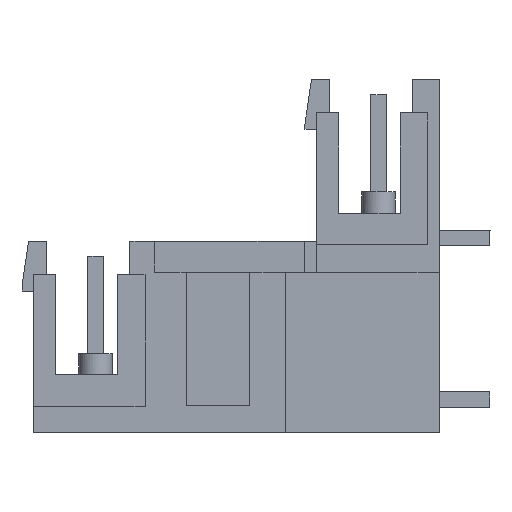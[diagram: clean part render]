
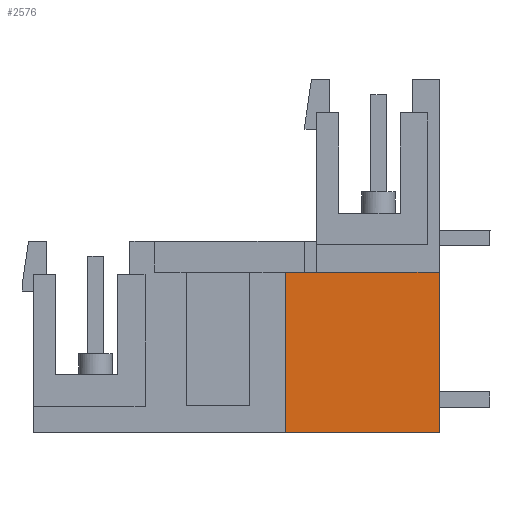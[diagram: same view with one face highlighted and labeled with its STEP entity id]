
A CAD part, left-side view. The second image highlights one B-rep face of the part: STEP entity #2576.
In plain terms, the highlighted planar face has unit normal (-1, 0, 0).
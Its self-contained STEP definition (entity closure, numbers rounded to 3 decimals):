
#2556=AXIS2_PLACEMENT_3D('Plane Axis2P3D',#2553,#2554,#2555) ;
#1207=CARTESIAN_POINT('Vertex',(2.52,3.2,10.06)) ;
#1210=CARTESIAN_POINT('Line Origine',(2.52,3.2,5.03)) ;
#1214=CARTESIAN_POINT('Vertex',(2.52,3.2,0.)) ;
#2531=CARTESIAN_POINT('Line Origine',(2.52,8.025,0.)) ;
#2535=CARTESIAN_POINT('Vertex',(2.52,12.85,0.)) ;
#2553=CARTESIAN_POINT('Axis2P3D Location',(2.52,3.2,10.06)) ;
#2558=CARTESIAN_POINT('Line Origine',(2.52,8.025,10.06)) ;
#2562=CARTESIAN_POINT('Vertex',(2.52,12.85,10.06)) ;
#2565=CARTESIAN_POINT('Line Origine',(2.52,12.85,5.03)) ;
#1211=DIRECTION('Vector Direction',(0.,0.,-1.)) ;
#2532=DIRECTION('Vector Direction',(0.,1.,0.)) ;
#2554=DIRECTION('Axis2P3D Direction',(-1.,0.,0.)) ;
#2555=DIRECTION('Axis2P3D XDirection',(0.,1.,0.)) ;
#2559=DIRECTION('Vector Direction',(0.,1.,0.)) ;
#2566=DIRECTION('Vector Direction',(0.,0.,-1.)) ;
#1212=VECTOR('Line Direction',#1211,1.) ;
#2533=VECTOR('Line Direction',#2532,1.) ;
#2560=VECTOR('Line Direction',#2559,1.) ;
#2567=VECTOR('Line Direction',#2566,1.) ;
#2571=ORIENTED_EDGE('',*,*,#1216,.F.) ;
#2572=ORIENTED_EDGE('',*,*,#2564,.T.) ;
#2573=ORIENTED_EDGE('',*,*,#2569,.T.) ;
#2574=ORIENTED_EDGE('',*,*,#2537,.F.) ;
#2576=ADVANCED_FACE('HOUSING',(#2575),#2557,.T.) ;
#1216=EDGE_CURVE('',#1208,#1215,#1213,.T.) ;
#2537=EDGE_CURVE('',#1215,#2536,#2534,.T.) ;
#2564=EDGE_CURVE('',#1208,#2563,#2561,.T.) ;
#2569=EDGE_CURVE('',#2563,#2536,#2568,.T.) ;
#2570=EDGE_LOOP('',(#2571,#2572,#2573,#2574)) ;
#2575=FACE_OUTER_BOUND('',#2570,.T.) ;
#1213=LINE('Line',#1210,#1212) ;
#2534=LINE('Line',#2531,#2533) ;
#2561=LINE('Line',#2558,#2560) ;
#2568=LINE('Line',#2565,#2567) ;
#2557=PLANE('',#2556) ;
#1208=VERTEX_POINT('',#1207) ;
#1215=VERTEX_POINT('',#1214) ;
#2536=VERTEX_POINT('',#2535) ;
#2563=VERTEX_POINT('',#2562) ;
